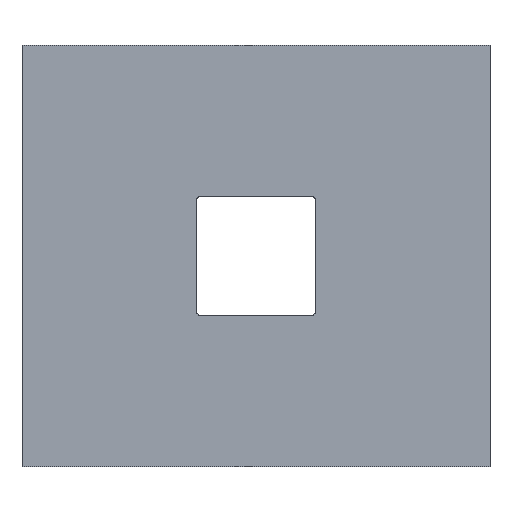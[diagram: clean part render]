
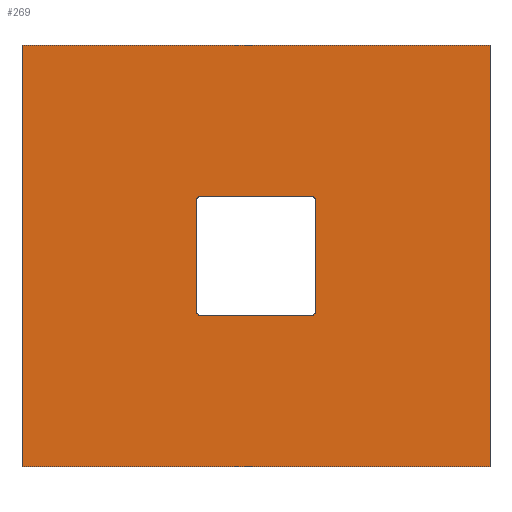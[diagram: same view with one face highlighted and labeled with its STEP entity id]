
A CAD part, top view. The second image highlights one B-rep face of the part: STEP entity #269.
In plain terms, the highlighted planar face has unit normal (0, 0, 1).
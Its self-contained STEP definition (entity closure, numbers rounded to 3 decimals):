
#15=FACE_BOUND('',#54,.T.);
#25=PLANE('',#311);
#39=FACE_OUTER_BOUND('',#53,.T.);
#53=EDGE_LOOP('',(#229,#230,#231,#232));
#54=EDGE_LOOP('',(#233,#234,#235,#236,#237,#238,#239,#240));
#59=LINE('',#399,#87);
#63=LINE('',#411,#91);
#67=LINE('',#423,#95);
#71=LINE('',#434,#99);
#73=LINE('',#439,#101);
#77=LINE('',#447,#105);
#80=LINE('',#453,#108);
#83=LINE('',#458,#111);
#87=VECTOR('',#325,10.);
#91=VECTOR('',#337,10.);
#95=VECTOR('',#349,10.);
#99=VECTOR('',#361,10.);
#101=VECTOR('',#365,10.);
#105=VECTOR('',#371,10.);
#108=VECTOR('',#376,10.);
#111=VECTOR('',#381,10.);
#113=CIRCLE('',#292,2.);
#115=CIRCLE('',#296,2.);
#117=CIRCLE('',#300,2.);
#119=CIRCLE('',#304,2.);
#121=VERTEX_POINT('',#389);
#122=VERTEX_POINT('',#390);
#125=VERTEX_POINT('',#398);
#127=VERTEX_POINT('',#404);
#129=VERTEX_POINT('',#410);
#131=VERTEX_POINT('',#416);
#133=VERTEX_POINT('',#422);
#135=VERTEX_POINT('',#428);
#137=VERTEX_POINT('',#437);
#138=VERTEX_POINT('',#438);
#141=VERTEX_POINT('',#446);
#143=VERTEX_POINT('',#452);
#145=EDGE_CURVE('',#121,#122,#113,.T.);
#149=EDGE_CURVE('',#125,#121,#59,.T.);
#152=EDGE_CURVE('',#127,#125,#115,.T.);
#155=EDGE_CURVE('',#129,#127,#63,.T.);
#158=EDGE_CURVE('',#131,#129,#117,.T.);
#161=EDGE_CURVE('',#133,#131,#67,.T.);
#164=EDGE_CURVE('',#135,#133,#119,.T.);
#167=EDGE_CURVE('',#122,#135,#71,.T.);
#169=EDGE_CURVE('',#137,#138,#73,.T.);
#173=EDGE_CURVE('',#138,#141,#77,.T.);
#176=EDGE_CURVE('',#141,#143,#80,.T.);
#179=EDGE_CURVE('',#143,#137,#83,.T.);
#229=ORIENTED_EDGE('',*,*,#179,.T.);
#230=ORIENTED_EDGE('',*,*,#169,.T.);
#231=ORIENTED_EDGE('',*,*,#173,.T.);
#232=ORIENTED_EDGE('',*,*,#176,.T.);
#233=ORIENTED_EDGE('',*,*,#145,.T.);
#234=ORIENTED_EDGE('',*,*,#167,.T.);
#235=ORIENTED_EDGE('',*,*,#164,.T.);
#236=ORIENTED_EDGE('',*,*,#161,.T.);
#237=ORIENTED_EDGE('',*,*,#158,.T.);
#238=ORIENTED_EDGE('',*,*,#155,.T.);
#239=ORIENTED_EDGE('',*,*,#152,.T.);
#240=ORIENTED_EDGE('',*,*,#149,.T.);
#269=ADVANCED_FACE('',(#39,#15),#25,.T.);
#292=AXIS2_PLACEMENT_3D('',#391,#317,#318);
#296=AXIS2_PLACEMENT_3D('',#405,#330,#331);
#300=AXIS2_PLACEMENT_3D('',#417,#342,#343);
#304=AXIS2_PLACEMENT_3D('',#429,#354,#355);
#311=AXIS2_PLACEMENT_3D('',#460,#383,#384);
#317=DIRECTION('center_axis',(0.,0.,-1.));
#318=DIRECTION('ref_axis',(0.,-1.,0.));
#325=DIRECTION('',(0.,-1.,0.));
#330=DIRECTION('center_axis',(0.,0.,-1.));
#331=DIRECTION('ref_axis',(1.,0.,0.));
#337=DIRECTION('',(1.,0.,0.));
#342=DIRECTION('center_axis',(0.,0.,-1.));
#343=DIRECTION('ref_axis',(0.,1.,0.));
#349=DIRECTION('',(0.,1.,0.));
#354=DIRECTION('center_axis',(0.,0.,-1.));
#355=DIRECTION('ref_axis',(-1.,0.,0.));
#361=DIRECTION('',(-1.,0.,0.));
#365=DIRECTION('',(0.,1.,0.));
#371=DIRECTION('',(-1.,0.,0.));
#376=DIRECTION('',(0.,-1.,0.));
#381=DIRECTION('',(1.,0.,0.));
#383=DIRECTION('center_axis',(0.,0.,1.));
#384=DIRECTION('ref_axis',(1.,0.,0.));
#389=CARTESIAN_POINT('',(25.5,-23.5,0.));
#390=CARTESIAN_POINT('',(23.5,-25.5,0.));
#391=CARTESIAN_POINT('Origin',(23.5,-23.5,0.));
#398=CARTESIAN_POINT('',(25.5,23.5,0.));
#399=CARTESIAN_POINT('',(25.5,11.75,0.));
#404=CARTESIAN_POINT('',(23.5,25.5,0.));
#405=CARTESIAN_POINT('Origin',(23.5,23.5,0.));
#410=CARTESIAN_POINT('',(-23.5,25.5,0.));
#411=CARTESIAN_POINT('',(-11.75,25.5,0.));
#416=CARTESIAN_POINT('',(-25.5,23.5,0.));
#417=CARTESIAN_POINT('Origin',(-23.5,23.5,0.));
#422=CARTESIAN_POINT('',(-25.5,-23.5,0.));
#423=CARTESIAN_POINT('',(-25.5,-11.75,0.));
#428=CARTESIAN_POINT('',(-23.5,-25.5,0.));
#429=CARTESIAN_POINT('Origin',(-23.5,-23.5,0.));
#434=CARTESIAN_POINT('',(11.75,-25.5,0.));
#437=CARTESIAN_POINT('',(100.,-90.,0.));
#438=CARTESIAN_POINT('',(100.,90.,0.));
#439=CARTESIAN_POINT('',(100.,-90.,0.));
#446=CARTESIAN_POINT('',(-100.,90.,0.));
#447=CARTESIAN_POINT('',(100.,90.,0.));
#452=CARTESIAN_POINT('',(-100.,-90.,0.));
#453=CARTESIAN_POINT('',(-100.,90.,0.));
#458=CARTESIAN_POINT('',(-100.,-90.,0.));
#460=CARTESIAN_POINT('Origin',(0.,0.,0.));
